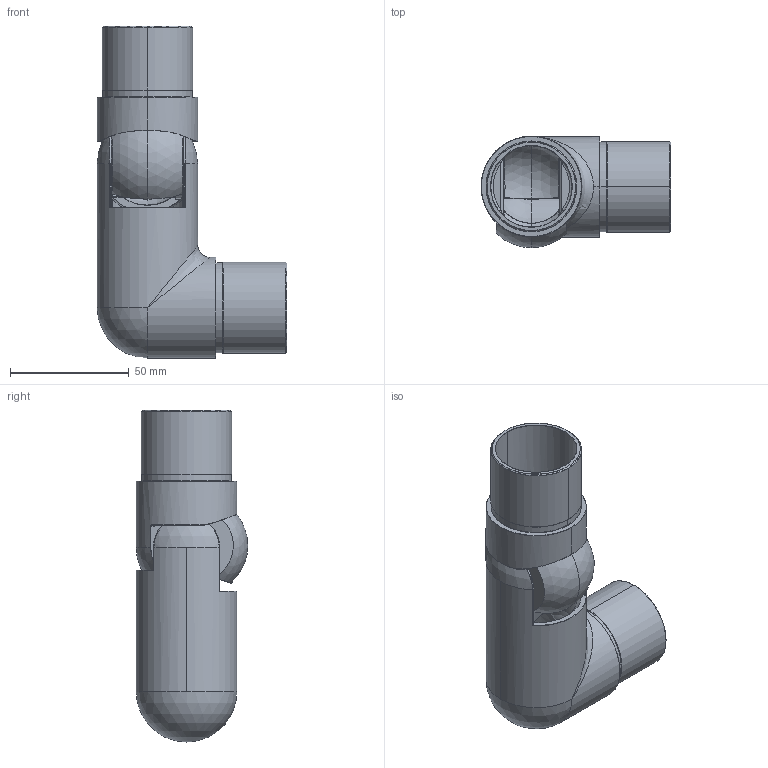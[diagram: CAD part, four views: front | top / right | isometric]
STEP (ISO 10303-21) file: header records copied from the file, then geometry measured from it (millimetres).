
FILE_DESCRIPTION (( 'STEP AP203' ), '1' );
FILE_NAME ('56258-320-L.step', '2022-01-12T15:00:22', ( '' ), ( '' ), 'SwSTEP 2.0', 'SolidWorks 2018', '' );
FILE_SCHEMA (( 'CONFIG_CONTROL_DESIGN' ));
Length unit declared in the file: millimetre
Products named in the file (5): 56258-320-L; 56258-320-L Teil1_56258-320-L Teil1 Keyshot; 56258-320-L Teil2_56258-320-L Teil2 Keyshot; 56258-320-L Teil1; 56258-320-L Teil2
Assembly tree (2 placements, depth 2):
  56258-320-L
    56258-320-L Teil1_56258-320-L Teil1 Keyshot
    56258-320-L Teil2_56258-320-L Teil2 Keyshot
  56258-320-L Teil1
  56258-320-L Teil2
Bounding box: 80 x 47 x 140 mm (x, y, z)
Volume: 74467.9 mm3; surface area: 47696 mm2
Topology: 3 solids, 3 shells, 291 faces, 714 edges, 420 vertices
Faces by surface type: torus 97, cylinder 86, bspline 41, plane 36, sphere 25, cone 6
Entity records: 10746 total; most frequent: CARTESIAN_POINT 3626, DIRECTION 1501, ORIENTED_EDGE 1394, EDGE_CURVE 697, AXIS2_PLACEMENT_3D 678, CIRCLE 422, VERTEX_POINT 418, EDGE_LOOP 305
